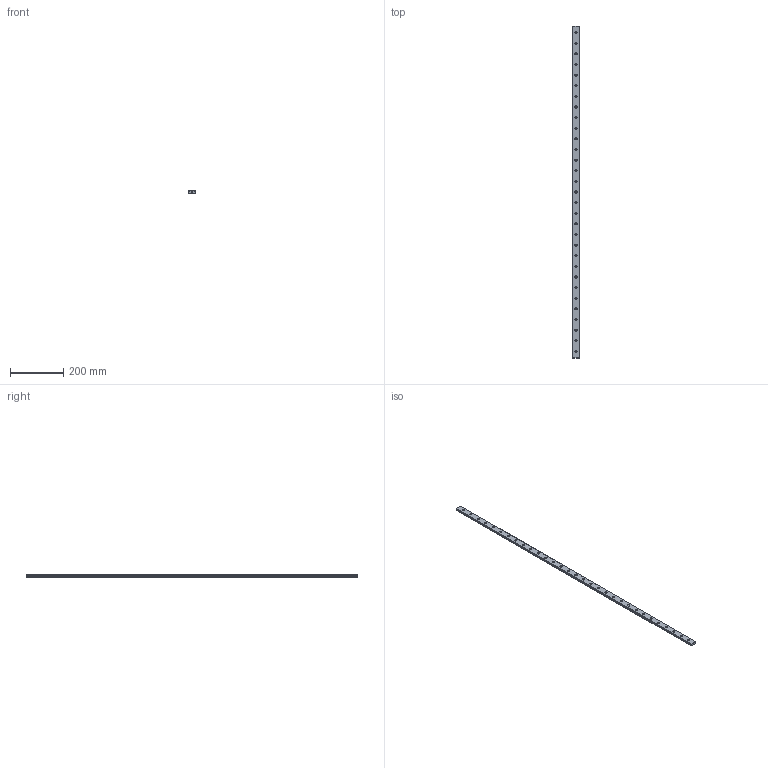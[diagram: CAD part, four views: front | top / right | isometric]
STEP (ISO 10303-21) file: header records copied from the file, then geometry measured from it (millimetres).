
FILE_DESCRIPTION(('STEP AP214'),'1');
FILE_NAME('cctmp_CD743C73-DAC8-45AA-962B-D327A2333984_2021_02_24_10_31_19_0014..stp','2021-02-24T09:31:19',('HIWIN GmbH'),('CADClick - www.CADClick.com'),'Spatial InterOp 3D',' ','unknown authorization');
FILE_SCHEMA(('AUTOMOTIVE_DESIGN'));
Length unit declared in the file: millimetre
Products named in the file (1): MGWR12R1250CM_FILE
Bounding box: 24 x 1250 x 8.5 mm (x, y, z)
Volume: 241178 mm3; surface area: 93110.2 mm2
Topology: 1 solids, 1 shells, 374 faces, 825 edges, 550 vertices
Faces by surface type: cylinder 202, plane 172
Entity records: 13489 total; most frequent: DIRECTION 1979, CARTESIAN_POINT 1750, ORIENTED_EDGE 1650, EDGE_CURVE 825, AXIS2_PLACEMENT_3D 779, VERTEX_POINT 550, EDGE_LOOP 471, LINE 421
